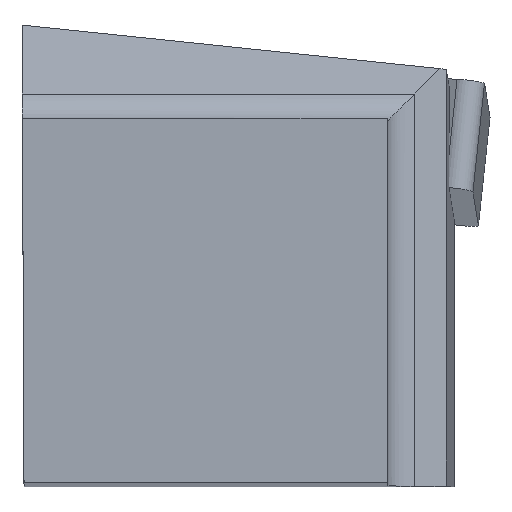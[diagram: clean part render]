
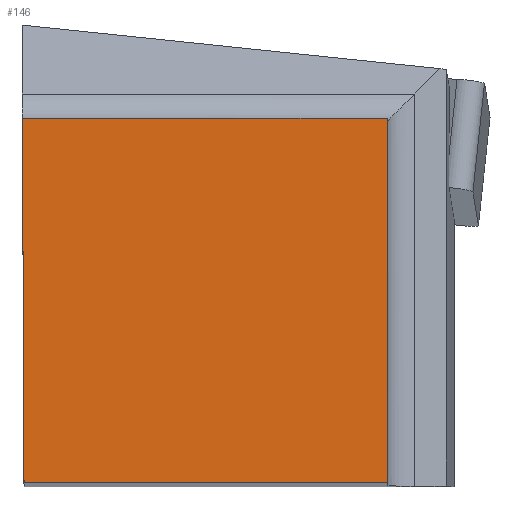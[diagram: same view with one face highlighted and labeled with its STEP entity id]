
A CAD part, top view. The second image highlights one B-rep face of the part: STEP entity #146.
In plain terms, the highlighted planar face has unit normal (0, 0, 1).
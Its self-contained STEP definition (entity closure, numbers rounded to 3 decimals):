
#117=FACE_OUTER_BOUND('',#326,.T.);
#146=ADVANCED_FACE('SHANK_FACE_BACK',(#117),#173,.F.);
#173=PLANE('',#721);
#220=LINE('',#1042,#277);
#221=LINE('',#1045,#278);
#222=LINE('',#1047,#279);
#223=LINE('',#1049,#280);
#277=VECTOR('',#843,1.);
#278=VECTOR('',#844,1.);
#279=VECTOR('',#845,1.);
#280=VECTOR('',#846,1.);
#326=EDGE_LOOP('',(#415,#416,#417,#418));
#415=ORIENTED_EDGE('',*,*,#588,.F.);
#416=ORIENTED_EDGE('',*,*,#589,.T.);
#417=ORIENTED_EDGE('',*,*,#590,.T.);
#418=ORIENTED_EDGE('',*,*,#591,.F.);
#527=VERTEX_POINT('',#1043);
#528=VERTEX_POINT('',#1044);
#529=VERTEX_POINT('',#1046);
#530=VERTEX_POINT('',#1048);
#588=EDGE_CURVE('',#527,#528,#220,.T.);
#589=EDGE_CURVE('',#527,#529,#221,.T.);
#590=EDGE_CURVE('',#529,#530,#222,.T.);
#591=EDGE_CURVE('',#528,#530,#223,.T.);
#721=AXIS2_PLACEMENT_3D('',#1050,#847,#848);
#843=DIRECTION('',(-0.004,1.,0.));
#844=DIRECTION('',(1.,0.,0.));
#845=DIRECTION('',(0.,1.,0.));
#846=DIRECTION('',(1.,0.,0.));
#847=DIRECTION('',(0.,0.,-1.));
#848=DIRECTION('',(-0.994,0.106,0.));
#1042=CARTESIAN_POINT('',(0.593,-120.144,0.));
#1043=CARTESIAN_POINT('',(0.069,0.,0.));
#1044=CARTESIAN_POINT('',(0.,15.875,0.));
#1045=CARTESIAN_POINT('',(-6.294,0.,0.));
#1046=CARTESIAN_POINT('',(15.875,0.,0.));
#1047=CARTESIAN_POINT('',(15.875,-6.294,0.));
#1048=CARTESIAN_POINT('',(15.875,15.875,0.));
#1049=CARTESIAN_POINT('',(-6.294,15.875,0.));
#1050=CARTESIAN_POINT('',(0.,0.,
0.));
